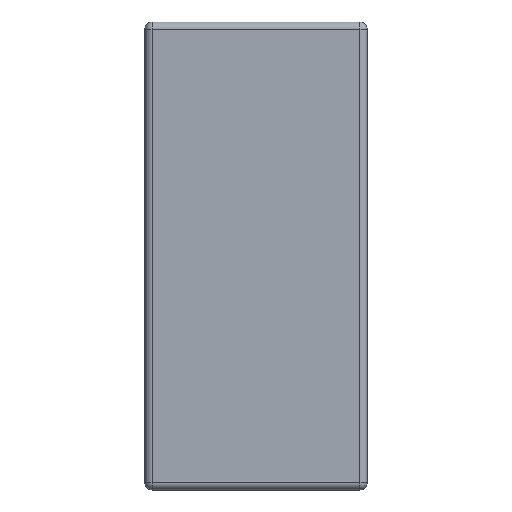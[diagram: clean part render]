
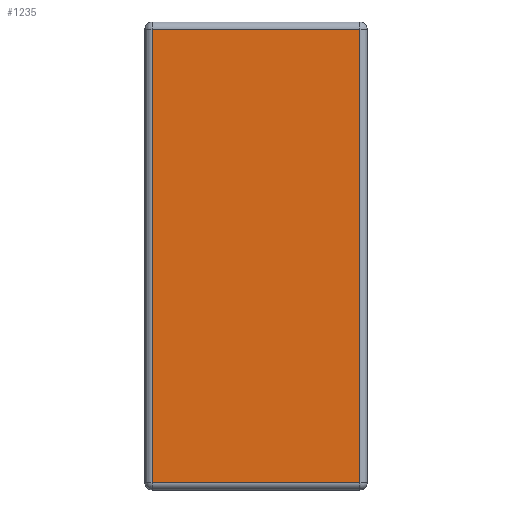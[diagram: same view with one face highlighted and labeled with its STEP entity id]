
A CAD part, left-side view. The second image highlights one B-rep face of the part: STEP entity #1235.
In plain terms, the highlighted planar face has unit normal (-1, 0, 0).
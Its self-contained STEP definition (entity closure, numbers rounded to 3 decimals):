
#17 = DIRECTION ( 'NONE',  ( 0., 0., 1. ) ) ;
#42 = DIRECTION ( 'NONE',  ( 0., 1., 0. ) ) ;
#97 = CARTESIAN_POINT ( 'NONE',  ( -0.625, 0.031, -1. ) ) ;
#114 = CARTESIAN_POINT ( 'NONE',  ( -0.625, 0.95, -0.969 ) ) ;
#144 = EDGE_LOOP ( 'NONE', ( #975, #412, #362, #387 ) ) ;
#165 = EDGE_CURVE ( 'NONE', #225, #743, #1240, .T. ) ;
#182 = PLANE ( 'NONE',  #477 ) ;
#225 = VERTEX_POINT ( 'NONE', #921 ) ;
#233 = CARTESIAN_POINT ( 'NONE',  ( -0.625, 0.919, -1. ) ) ;
#238 = LINE ( 'NONE', #233, #850 ) ;
#272 = EDGE_CURVE ( 'NONE', #743, #275, #238, .T. ) ;
#275 = VERTEX_POINT ( 'NONE', #1143 ) ;
#362 = ORIENTED_EDGE ( 'NONE', *, *, #993, .T. ) ;
#383 = DIRECTION ( 'NONE',  ( 1., 0., 0. ) ) ;
#387 = ORIENTED_EDGE ( 'NONE', *, *, #165, .T. ) ;
#412 = ORIENTED_EDGE ( 'NONE', *, *, #906, .T. ) ;
#445 = CARTESIAN_POINT ( 'NONE',  ( -0.625, 0.031, -0.969 ) ) ;
#477 = AXIS2_PLACEMENT_3D ( 'NONE', #1176, #383, #604 ) ;
#543 = VERTEX_POINT ( 'NONE', #445 ) ;
#604 = DIRECTION ( 'NONE',  ( 0., 0., -1. ) ) ;
#610 = FACE_OUTER_BOUND ( 'NONE', #144, .T. ) ;
#617 = DIRECTION ( 'NONE',  ( 0., -1., 0. ) ) ;
#731 = DIRECTION ( 'NONE',  ( 0., 0., -1. ) ) ;
#743 = VERTEX_POINT ( 'NONE', #1280 ) ;
#824 = CARTESIAN_POINT ( 'NONE',  ( -0.625, 0.95, 0.969 ) ) ;
#850 = VECTOR ( 'NONE', #731, 1000. ) ;
#906 = EDGE_CURVE ( 'NONE', #275, #543, #1137, .T. ) ;
#921 = CARTESIAN_POINT ( 'NONE',  ( -0.625, 0.031, 0.969 ) ) ;
#922 = LINE ( 'NONE', #97, #1009 ) ;
#975 = ORIENTED_EDGE ( 'NONE', *, *, #272, .T. ) ;
#993 = EDGE_CURVE ( 'NONE', #543, #225, #922, .T. ) ;
#1009 = VECTOR ( 'NONE', #17, 1000. ) ;
#1137 = LINE ( 'NONE', #114, #1233 ) ;
#1143 = CARTESIAN_POINT ( 'NONE',  ( -0.625, 0.919, -0.969 ) ) ;
#1145 = VECTOR ( 'NONE', #42, 1000. ) ;
#1176 = CARTESIAN_POINT ( 'NONE',  ( -0.625, 0.95, -1. ) ) ;
#1233 = VECTOR ( 'NONE', #617, 1000. ) ;
#1235 = ADVANCED_FACE ( 'NONE', ( #610 ), #182, .F. ) ;
#1240 = LINE ( 'NONE', #824, #1145 ) ;
#1280 = CARTESIAN_POINT ( 'NONE',  ( -0.625, 0.919, 0.969 ) ) ;
